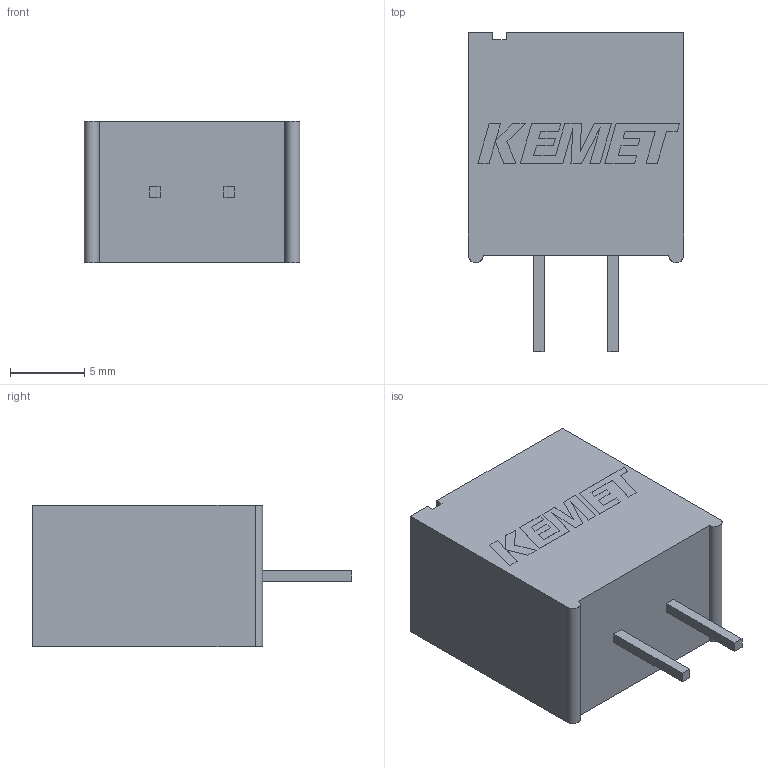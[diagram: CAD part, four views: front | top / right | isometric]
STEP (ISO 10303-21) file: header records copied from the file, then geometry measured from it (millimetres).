
FILE_DESCRIPTION (( 'STEP AP214' ), '1' );
FILE_NAME ('CDR_RM_W14.5H15.5T9.5S5LL6G0.5LT10.7LT20.7.STEP', '2017-12-05T21:11:26', ( '' ), ( '' ), 'SwSTEP 2.0', 'SolidWorks 2014', '' );
FILE_SCHEMA (( 'AUTOMOTIVE_DESIGN' ));
Length unit declared in the file: millimetre
Products named in the file (1): CDR_RM_W14.5H15.5T9.5S5LL6G0.5LT10.7LT20.7
Bounding box: 14.5 x 21.5 x 9.51 mm (x, y, z)
Volume: 2075.9 mm3; surface area: 1095.2 mm2
Topology: 4 solids, 4 shells, 79 faces, 207 edges, 138 vertices
Faces by surface type: plane 77, cylinder 2
Entity records: 2688 total; most frequent: CARTESIAN_POINT 425, ORIENTED_EDGE 414, DIRECTION 371, EDGE_CURVE 207, LINE 203, VECTOR 203, VERTEX_POINT 138, AXIS2_PLACEMENT_3D 84
